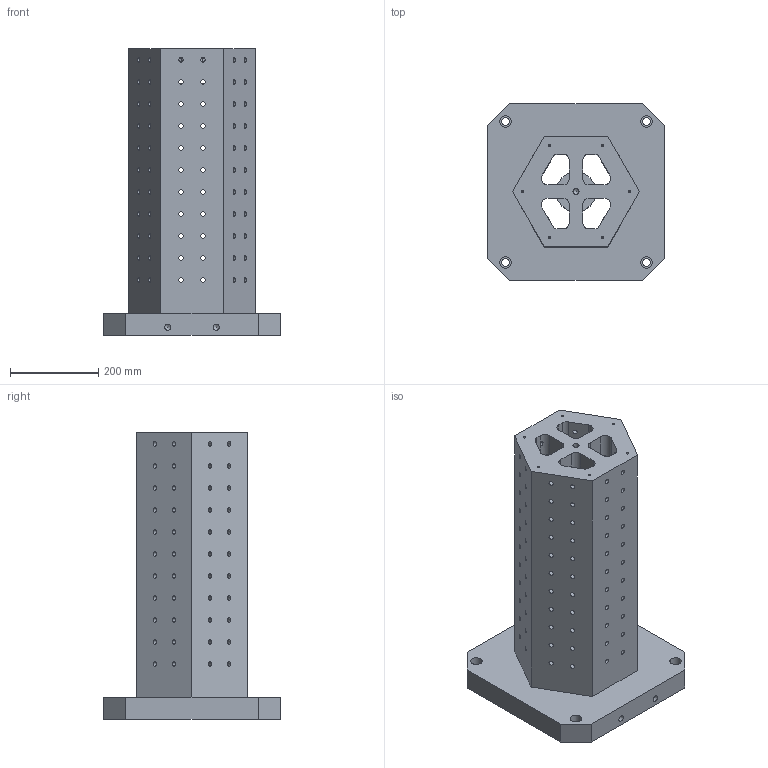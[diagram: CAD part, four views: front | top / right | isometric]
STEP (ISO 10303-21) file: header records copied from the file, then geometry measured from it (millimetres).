
FILE_DESCRIPTION( ( 'Unknown' ), '1' );
FILE_NAME( 'BP32-400400-0650-12.stp', 'Unknown', ( 'S.C.H' ), ( 'Unknown' ), 'XStep 1.0', 'Unknown', ' ' );
FILE_SCHEMA( ( 'CONFIG_CONTROL_DESIGN' ) );
Length unit declared in the file: millimetre
Products named in the file (1): 1
Bounding box: 400 x 400 x 650 mm (x, y, z)
Volume: 24694580.6 mm3; surface area: 1471354.1 mm2
Topology: 1 solids, 1 shells, 267 faces, 930 edges, 648 vertices
Faces by surface type: cylinder 200, plane 45, cone 18, sphere 4
Full cylindrical faces by diameter (mm): 5 x6, 10.106 x132, 13.835 x1, 14 x3, 18 x4, 26 x4
Entity records: 8936 total; most frequent: CARTESIAN_POINT 1644, DIRECTION 1522, ORIENTED_EDGE 1204, EDGE_LOOP 696, AXIS2_PLACEMENT_3D 664, EDGE_CURVE 602, VERTEX_POINT 502, FACE_OUTER_BOUND 417
